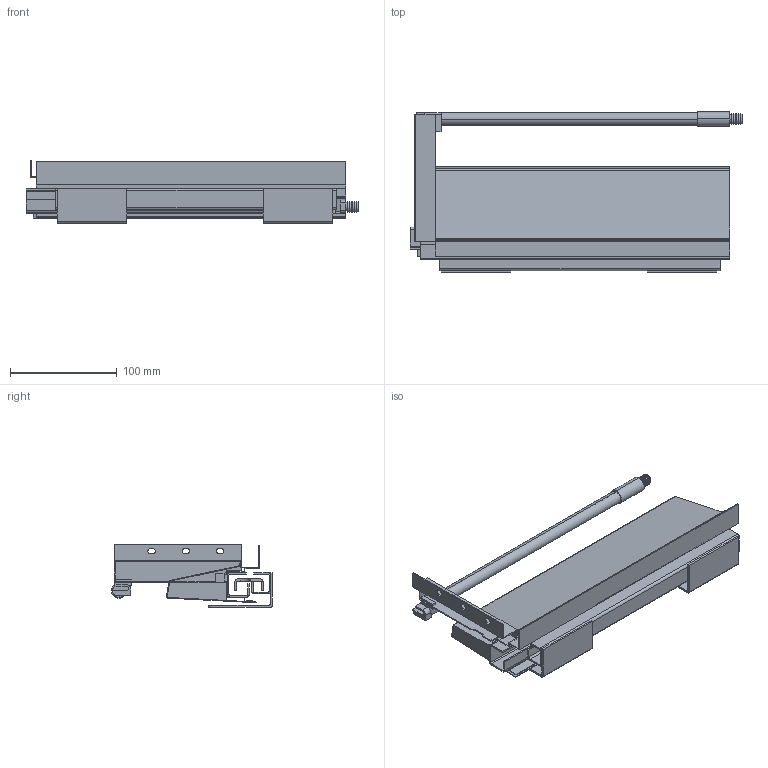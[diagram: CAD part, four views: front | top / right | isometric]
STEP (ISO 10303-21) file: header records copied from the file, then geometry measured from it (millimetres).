
FILE_DESCRIPTION (( 'STEP AP214' ), '1' );
FILE_NAME ('F004593,F004599-CLOSED_RIGHT_3D.step', '2022-06-06T11:52:45', ( '' ), ( '' ), 'SwSTEP 2.0', 'SolidWorks 2020', '' );
FILE_SCHEMA (( 'AUTOMOTIVE_DESIGN' ));
Length unit declared in the file: millimetre
Products named in the file (11): ND30-drzak zad-H137-PRAVY; ND30-300-VNITRNI PRAVY; ND30-VYSUV-300-CLOSED_RIGHT; ND30-boènice sestava H137-1xROUND reling-300-PRAVA; ND30-300-VNEJSI PRAVY; Koncovka ND30-ROUND reling-RIGHT; F004593,F004599-CLOSED_RIGHT_3D; ND30-Reling-ROUND-300-bez drzaku; Reling ROUND-sestava-300-PRAVY; ND30-300-STREDNI PRAVY; Riex ND30 Bocnice-300-H86-PRAVA
Assembly tree (10 placements, depth 4):
  F004593,F004599-CLOSED_RIGHT_3D
    ND30-VYSUV-300-CLOSED_RIGHT
      ND30-300-VNEJSI PRAVY
      ND30-300-STREDNI PRAVY
      ND30-300-VNITRNI PRAVY
    ND30-boènice sestava H137-1xROUND reling-300-PRAVA
      Riex ND30 Bocnice-300-H86-PRAVA
      ND30-drzak zad-H137-PRAVY
      Reling ROUND-sestava-300-PRAVY
        ND30-Reling-ROUND-300-bez drzaku
        Koncovka ND30-ROUND reling-RIGHT
Bounding box: 310.5 x 150.5 x 58.5 mm (x, y, z)
Volume: 178178.6 mm3; surface area: 317705.7 mm2
Topology: 14 solids, 15 shells, 370 faces, 951 edges, 617 vertices
Faces by surface type: plane 196, cylinder 114, cone 60
Entity records: 11822 total; most frequent: DIRECTION 2025, CARTESIAN_POINT 1954, ORIENTED_EDGE 1902, EDGE_CURVE 951, AXIS2_PLACEMENT_3D 688, VECTOR 649, LINE 649, VERTEX_POINT 617
